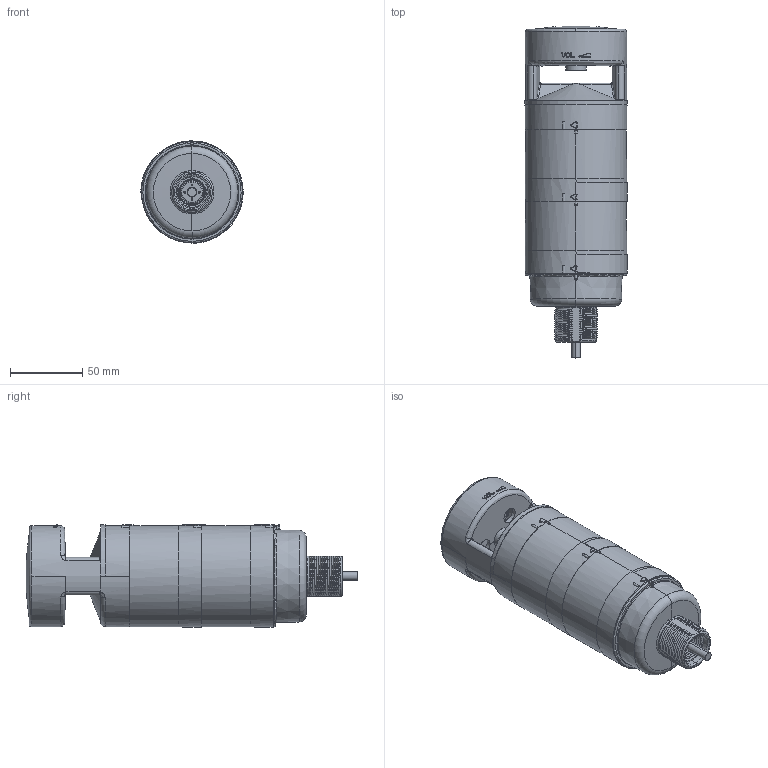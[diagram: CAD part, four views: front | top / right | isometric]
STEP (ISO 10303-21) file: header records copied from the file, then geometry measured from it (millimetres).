
FILE_DESCRIPTION((''),'2;1');
FILE_NAME('191342_ASM','2018-03-13T',('pdmadmin'),('BANNER ENGINEERING'),'CREO PARAMETRIC BY PTC INC, 2016260','CREO PARAMETRIC BY PTC INC, 2016260','');
FILE_SCHEMA(('CONFIG_CONTROL_DESIGN'));
Length unit declared in the file: millimetre
Products named in the file (8): 180077; 183492; 183493; 180306; 180308; 62676; CABLE_592; 191342_ASM
Assembly tree (9 placements, depth 2):
  191342_ASM
    180077
    183492  x2
    183493  x2
    180306
    180308
    62676
    CABLE_592
Bounding box: 71 x 229.91 x 71.25 mm (x, y, z)
Volume: 206050.4 mm3; surface area: 147074 mm2
Topology: 9 solids, 12 shells, 2146 faces, 5175 edges, 3089 vertices
Faces by surface type: bspline 653, cylinder 570, plane 380, torus 228, cone 185, sphere 108, extrusion 22
Entity records: 89214 total; most frequent: CARTESIAN_POINT 56310, ORIENTED_EDGE 7510, DIRECTION 5926, EDGE_CURVE 3759, AXIS2_PLACEMENT_3D 2462, VERTEX_POINT 2264, EDGE_LOOP 1645, FACE_OUTER_BOUND 1555
